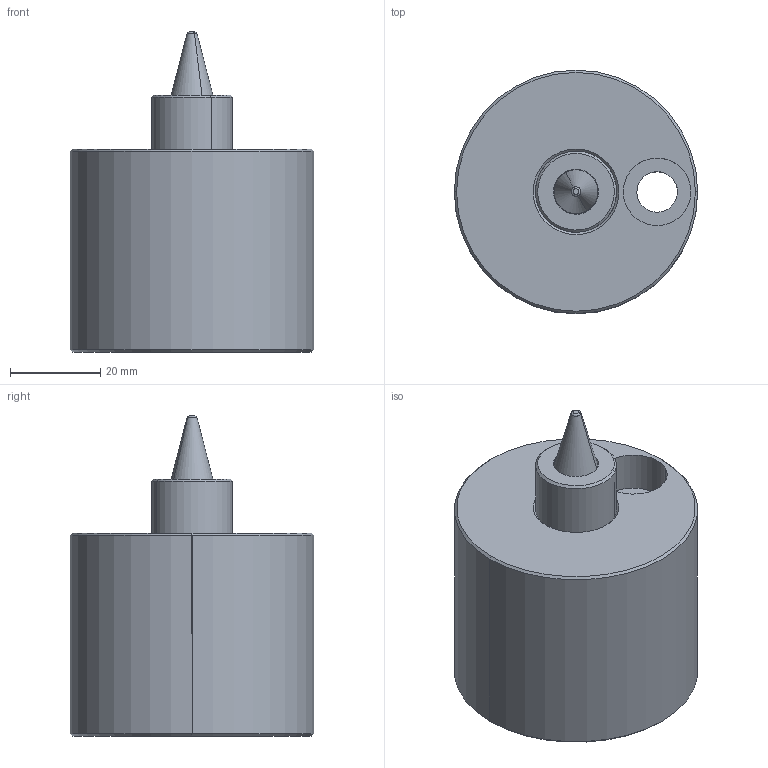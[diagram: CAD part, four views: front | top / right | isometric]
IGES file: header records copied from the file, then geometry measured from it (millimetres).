
Start section: START RECORD GO HERE.
Global section: file name: SLPX10.igs; native system: DASSAULT SYSTEMES CATIA Version 5-6 Release 2014 - www.3ds.com; preprocessor: V5-6R2014_5.24.4.0.09-01-2014.20.00; author: PSchneider; organization: DAYTONPROGRESS; date: 20160216.164450; units: millimetre
Bounding box: 54 x 54 x 71 mm (x, y, z)
Surface area: 24952.4 mm2 (no closed solid volume)
Topology: 0 solids, 0 shells, 63 faces, 258 edges, 252 vertices
Faces by surface type: revolution 50, plane 13
